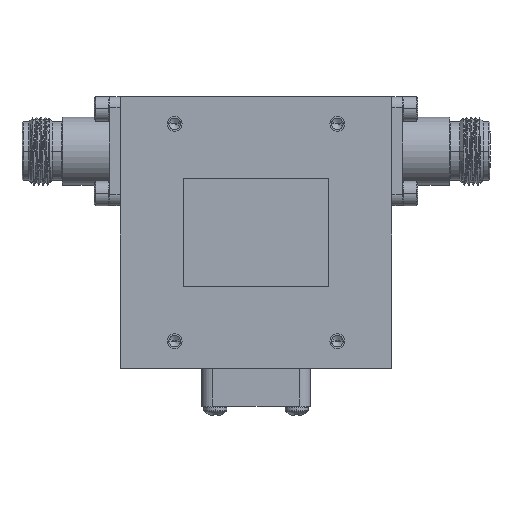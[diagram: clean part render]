
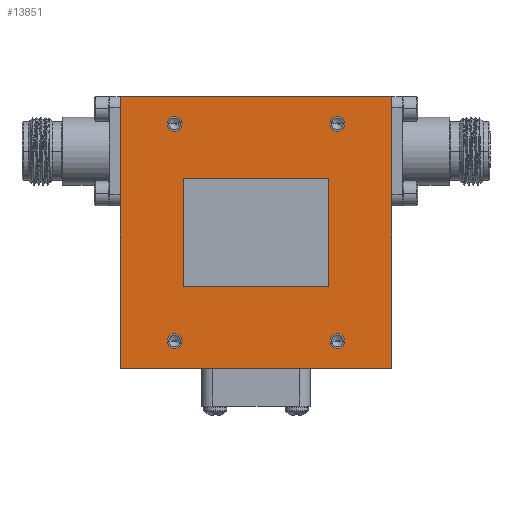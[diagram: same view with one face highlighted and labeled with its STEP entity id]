
A CAD part, top view. The second image highlights one B-rep face of the part: STEP entity #13851.
In plain terms, the highlighted planar face has unit normal (0, 0, 1).
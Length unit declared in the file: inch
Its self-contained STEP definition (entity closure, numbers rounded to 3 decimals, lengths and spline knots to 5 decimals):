
#132 = ORIENTED_EDGE ( 'NONE', *, *, #20159, .F. ) ;
#262 = CARTESIAN_POINT ( 'NONE',  ( -0.75, -1., 0.51 ) ) ;
#334 = CARTESIAN_POINT ( 'NONE',  ( 1.25, 1.25, 0.51 ) ) ;
#340 = CIRCLE ( 'NONE', #9984, 0.069 ) ;
#498 = CARTESIAN_POINT ( 'NONE',  ( -0.819, 1., 0.51 ) ) ;
#954 = EDGE_LOOP ( 'NONE', ( #132, #11386 ) ) ;
#1100 = LINE ( 'NONE', #13712, #6412 ) ;
#1211 = CARTESIAN_POINT ( 'NONE',  ( 0.819, 1., 0.51 ) ) ;
#1282 = VECTOR ( 'NONE', #14038, 39.37008 ) ;
#1606 = EDGE_CURVE ( 'NONE', #16506, #19525, #1100, .T. ) ;
#1657 = ORIENTED_EDGE ( 'NONE', *, *, #10133, .T. ) ;
#2054 = FACE_BOUND ( 'NONE', #9952, .T. ) ;
#2309 = ORIENTED_EDGE ( 'NONE', *, *, #4336, .T. ) ;
#2343 = EDGE_LOOP ( 'NONE', ( #12976, #2873 ) ) ;
#2633 = CARTESIAN_POINT ( 'NONE',  ( -1.25, -1.25, 0.51 ) ) ;
#2872 = EDGE_CURVE ( 'NONE', #3367, #18466, #21039, .T. ) ;
#2873 = ORIENTED_EDGE ( 'NONE', *, *, #7266, .F. ) ;
#3240 = ORIENTED_EDGE ( 'NONE', *, *, #18809, .F. ) ;
#3367 = VERTEX_POINT ( 'NONE', #1211 ) ;
#3566 = VECTOR ( 'NONE', #19614, 39.37008 ) ;
#3575 = CARTESIAN_POINT ( 'NONE',  ( -0.75, -1., 0.51 ) ) ;
#3652 = FACE_OUTER_BOUND ( 'NONE', #13838, .T. ) ;
#3671 = ORIENTED_EDGE ( 'NONE', *, *, #17866, .F. ) ;
#4205 = DIRECTION ( 'NONE',  ( 1., 0., 0. ) ) ;
#4336 = EDGE_CURVE ( 'NONE', #14671, #16506, #6468, .T. ) ;
#4638 = CARTESIAN_POINT ( 'NONE',  ( 0.75, -1., 0.51 ) ) ;
#4922 = ORIENTED_EDGE ( 'NONE', *, *, #1606, .T. ) ;
#5209 = VERTEX_POINT ( 'NONE', #11249 ) ;
#5718 = DIRECTION ( 'NONE',  ( 1., 0., 0. ) ) ;
#5825 = DIRECTION ( 'NONE',  ( 0., 0., 1. ) ) ;
#6228 = EDGE_LOOP ( 'NONE', ( #7013, #12171 ) ) ;
#6412 = VECTOR ( 'NONE', #5718, 39.37008 ) ;
#6422 = CARTESIAN_POINT ( 'NONE',  ( 0.819, -1., 0.51 ) ) ;
#6468 = LINE ( 'NONE', #7452, #3566 ) ;
#7013 = ORIENTED_EDGE ( 'NONE', *, *, #2872, .F. ) ;
#7210 = CARTESIAN_POINT ( 'NONE',  ( 0.75, -1., 0.51 ) ) ;
#7266 = EDGE_CURVE ( 'NONE', #8915, #17549, #20259, .T. ) ;
#7452 = CARTESIAN_POINT ( 'NONE',  ( -1.25, -1.25, 0.51 ) ) ;
#7652 = DIRECTION ( 'NONE',  ( 0., 0., 1. ) ) ;
#8456 = CARTESIAN_POINT ( 'NONE',  ( -0.819, -1., 0.51 ) ) ;
#8482 = AXIS2_PLACEMENT_3D ( 'NONE', #20248, #18835, #16801 ) ;
#8500 = DIRECTION ( 'NONE',  ( 0., 0., 1. ) ) ;
#8915 = VERTEX_POINT ( 'NONE', #18834 ) ;
#8969 = CIRCLE ( 'NONE', #21018, 0.069 ) ;
#9082 = LINE ( 'NONE', #12202, #1282 ) ;
#9393 = CARTESIAN_POINT ( 'NONE',  ( 1.25, -1.25, 0.51 ) ) ;
#9952 = EDGE_LOOP ( 'NONE', ( #3671, #3240 ) ) ;
#9984 = AXIS2_PLACEMENT_3D ( 'NONE', #4638, #7652, #20806 ) ;
#10022 = EDGE_CURVE ( 'NONE', #18466, #3367, #8969, .T. ) ;
#10118 = DIRECTION ( 'NONE',  ( 1., 0., 0. ) ) ;
#10133 = EDGE_CURVE ( 'NONE', #19525, #15406, #15752, .T. ) ;
#10147 = DIRECTION ( 'NONE',  ( 0., 0., 1. ) ) ;
#10277 = DIRECTION ( 'NONE',  ( 1., 0., 0. ) ) ;
#10330 = CARTESIAN_POINT ( 'NONE',  ( -0.75, 1., 0.51 ) ) ;
#10335 = FACE_BOUND ( 'NONE', #2343, .T. ) ;
#10476 = DIRECTION ( 'NONE',  ( 0., 0., 1. ) ) ;
#10485 = CARTESIAN_POINT ( 'NONE',  ( -0.681, 1., 0.51 ) ) ;
#10492 = CIRCLE ( 'NONE', #14984, 0.069 ) ;
#10835 = VERTEX_POINT ( 'NONE', #498 ) ;
#11114 = CARTESIAN_POINT ( 'NONE',  ( -0.75, 1., 0.51 ) ) ;
#11249 = CARTESIAN_POINT ( 'NONE',  ( -0.681, -1., 0.51 ) ) ;
#11386 = ORIENTED_EDGE ( 'NONE', *, *, #11569, .F. ) ;
#11569 = EDGE_CURVE ( 'NONE', #10835, #12830, #14747, .T. ) ;
#12054 = FACE_BOUND ( 'NONE', #954, .T. ) ;
#12171 = ORIENTED_EDGE ( 'NONE', *, *, #10022, .F. ) ;
#12202 = CARTESIAN_POINT ( 'NONE',  ( -1.25, 1.25, 0.51 ) ) ;
#12830 = VERTEX_POINT ( 'NONE', #10485 ) ;
#12965 = CIRCLE ( 'NONE', #21239, 0.069 ) ;
#12976 = ORIENTED_EDGE ( 'NONE', *, *, #17167, .F. ) ;
#13028 = AXIS2_PLACEMENT_3D ( 'NONE', #7210, #13578, #13788 ) ;
#13370 = AXIS2_PLACEMENT_3D ( 'NONE', #11114, #19212, #15969 ) ;
#13578 = DIRECTION ( 'NONE',  ( 0., 0., 1. ) ) ;
#13712 = CARTESIAN_POINT ( 'NONE',  ( -1.25, -1.25, 0.51 ) ) ;
#13788 = DIRECTION ( 'NONE',  ( 1., 0., 0. ) ) ;
#13838 = EDGE_LOOP ( 'NONE', ( #1657, #14880, #2309, #4922 ) ) ;
#13851 = ADVANCED_FACE ( 'NONE', ( #2054, #10335, #15493, #12054, #3652 ), #17106, .F. ) ;
#14038 = DIRECTION ( 'NONE',  ( -1., 0., 0. ) ) ;
#14650 = CARTESIAN_POINT ( 'NONE',  ( 1.25, -1.25, 0.51 ) ) ;
#14671 = VERTEX_POINT ( 'NONE', #20089 ) ;
#14747 = CIRCLE ( 'NONE', #13370, 0.069 ) ;
#14831 = EDGE_CURVE ( 'NONE', #15406, #14671, #9082, .T. ) ;
#14880 = ORIENTED_EDGE ( 'NONE', *, *, #14831, .T. ) ;
#14984 = AXIS2_PLACEMENT_3D ( 'NONE', #3575, #10147, #15104 ) ;
#15104 = DIRECTION ( 'NONE',  ( 1., 0., 0. ) ) ;
#15406 = VERTEX_POINT ( 'NONE', #334 ) ;
#15493 = FACE_BOUND ( 'NONE', #6228, .T. ) ;
#15752 = LINE ( 'NONE', #14650, #21034 ) ;
#15969 = DIRECTION ( 'NONE',  ( 1., 0., 0. ) ) ;
#16185 = AXIS2_PLACEMENT_3D ( 'NONE', #262, #16737, #18259 ) ;
#16261 = DIRECTION ( 'NONE',  ( 0., 1., 0. ) ) ;
#16506 = VERTEX_POINT ( 'NONE', #2633 ) ;
#16737 = DIRECTION ( 'NONE',  ( 0., 0., 1. ) ) ;
#16801 = DIRECTION ( 'NONE',  ( 0., -1., 0. ) ) ;
#16884 = CIRCLE ( 'NONE', #16185, 0.069 ) ;
#17106 = PLANE ( 'NONE',  #8482 ) ;
#17167 = EDGE_CURVE ( 'NONE', #17549, #8915, #340, .T. ) ;
#17257 = CARTESIAN_POINT ( 'NONE',  ( 0.681, 1., 0.51 ) ) ;
#17549 = VERTEX_POINT ( 'NONE', #6422 ) ;
#17866 = EDGE_CURVE ( 'NONE', #5209, #21232, #16884, .T. ) ;
#18259 = DIRECTION ( 'NONE',  ( 1., 0., 0. ) ) ;
#18302 = AXIS2_PLACEMENT_3D ( 'NONE', #20592, #5825, #4205 ) ;
#18466 = VERTEX_POINT ( 'NONE', #17257 ) ;
#18472 = CARTESIAN_POINT ( 'NONE',  ( 0.75, 1., 0.51 ) ) ;
#18809 = EDGE_CURVE ( 'NONE', #21232, #5209, #10492, .T. ) ;
#18834 = CARTESIAN_POINT ( 'NONE',  ( 0.681, -1., 0.51 ) ) ;
#18835 = DIRECTION ( 'NONE',  ( 0., 0., -1. ) ) ;
#19212 = DIRECTION ( 'NONE',  ( 0., 0., 1. ) ) ;
#19525 = VERTEX_POINT ( 'NONE', #9393 ) ;
#19614 = DIRECTION ( 'NONE',  ( 0., -1., 0. ) ) ;
#20089 = CARTESIAN_POINT ( 'NONE',  ( -1.25, 1.25, 0.51 ) ) ;
#20159 = EDGE_CURVE ( 'NONE', #12830, #10835, #12965, .T. ) ;
#20248 = CARTESIAN_POINT ( 'NONE',  ( 0., 0., 0.51 ) ) ;
#20259 = CIRCLE ( 'NONE', #13028, 0.069 ) ;
#20592 = CARTESIAN_POINT ( 'NONE',  ( 0.75, 1., 0.51 ) ) ;
#20806 = DIRECTION ( 'NONE',  ( 1., 0., 0. ) ) ;
#21018 = AXIS2_PLACEMENT_3D ( 'NONE', #18472, #10476, #10277 ) ;
#21034 = VECTOR ( 'NONE', #16261, 39.37008 ) ;
#21039 = CIRCLE ( 'NONE', #18302, 0.069 ) ;
#21232 = VERTEX_POINT ( 'NONE', #8456 ) ;
#21239 = AXIS2_PLACEMENT_3D ( 'NONE', #10330, #8500, #10118 ) ;
